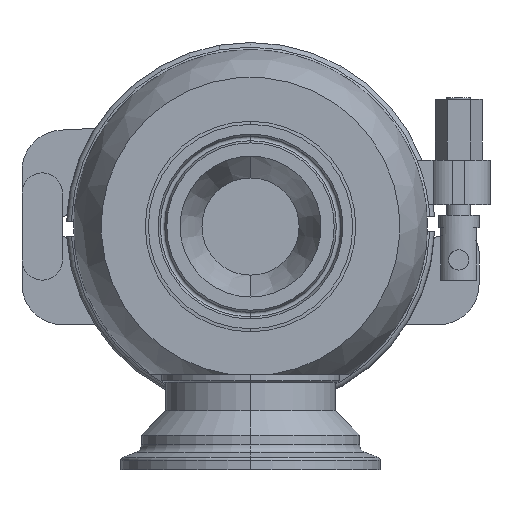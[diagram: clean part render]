
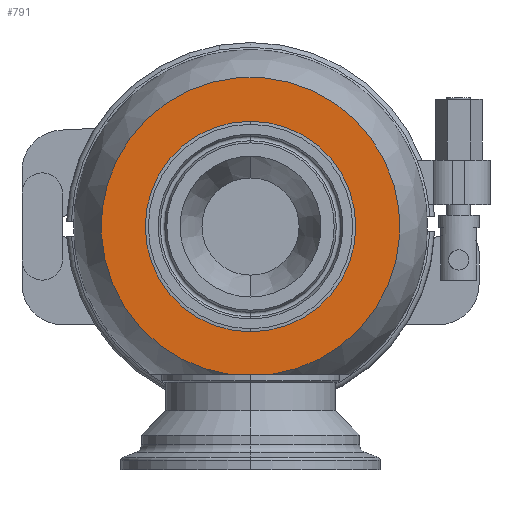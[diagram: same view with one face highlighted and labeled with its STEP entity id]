
A CAD part, front view. The second image highlights one B-rep face of the part: STEP entity #791.
In plain terms, the highlighted planar face has unit normal (0, -1, 0).
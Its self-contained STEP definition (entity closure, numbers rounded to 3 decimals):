
#145=CARTESIAN_POINT('',(0.,-24.,0.));
#146=DIRECTION('',(0.,-1.,0.));
#147=DIRECTION('',(0.,0.,-1.));
#148=AXIS2_PLACEMENT_3D('',#145,#146,#147);
#150=CARTESIAN_POINT('',(0.,-24.,0.));
#151=DIRECTION('',(0.,1.,0.));
#152=DIRECTION('',(0.,0.,-1.));
#153=AXIS2_PLACEMENT_3D('',#150,#151,#152);
#155=DIRECTION('',(-1.,0.,0.));
#156=VECTOR('',#155,10.536);
#157=CARTESIAN_POINT('',(5.268,-24.,-36.5));
#158=LINE('',#157,#156);
#177=CARTESIAN_POINT('',(0.,-24.,0.));
#178=DIRECTION('',(0.,-1.,0.));
#179=DIRECTION('',(0.143,0.,-0.99));
#180=AXIS2_PLACEMENT_3D('',#177,#178,#179);
#487=CARTESIAN_POINT('',(5.268,-24.,-36.5));
#489=VERTEX_POINT('',#487);
#492=CARTESIAN_POINT('',(-5.268,-24.,-36.5));
#494=VERTEX_POINT('',#492);
#520=CARTESIAN_POINT('',(0.,-24.,-26.));
#521=VERTEX_POINT('',#520);
#522=CARTESIAN_POINT('',(0.,-24.,26.));
#523=VERTEX_POINT('',#522);
#776=CARTESIAN_POINT('',(0.,-24.,0.));
#777=DIRECTION('',(0.,-1.,0.));
#778=DIRECTION('',(0.,0.,1.));
#779=AXIS2_PLACEMENT_3D('',#776,#777,#778);
#780=PLANE('',#779);
#782=ORIENTED_EDGE('',*,*,#781,.T.);
#784=ORIENTED_EDGE('',*,*,#783,.F.);
#785=EDGE_LOOP('',(#782,#784));
#786=FACE_OUTER_BOUND('',#785,.F.);
#787=ORIENTED_EDGE('',*,*,#758,.T.);
#788=ORIENTED_EDGE('',*,*,#769,.F.);
#789=EDGE_LOOP('',(#787,#788));
#790=FACE_BOUND('',#789,.F.);
#791=ADVANCED_FACE('',(#786,#790),#780,.T.);
#149=CIRCLE('',#148,26.);
#154=CIRCLE('',#153,26.);
#181=CIRCLE('',#180,36.878);
#758=EDGE_CURVE('',#521,#523,#149,.T.);
#769=EDGE_CURVE('',#521,#523,#154,.T.);
#781=EDGE_CURVE('',#489,#494,#158,.T.);
#783=EDGE_CURVE('',#489,#494,#181,.T.);
